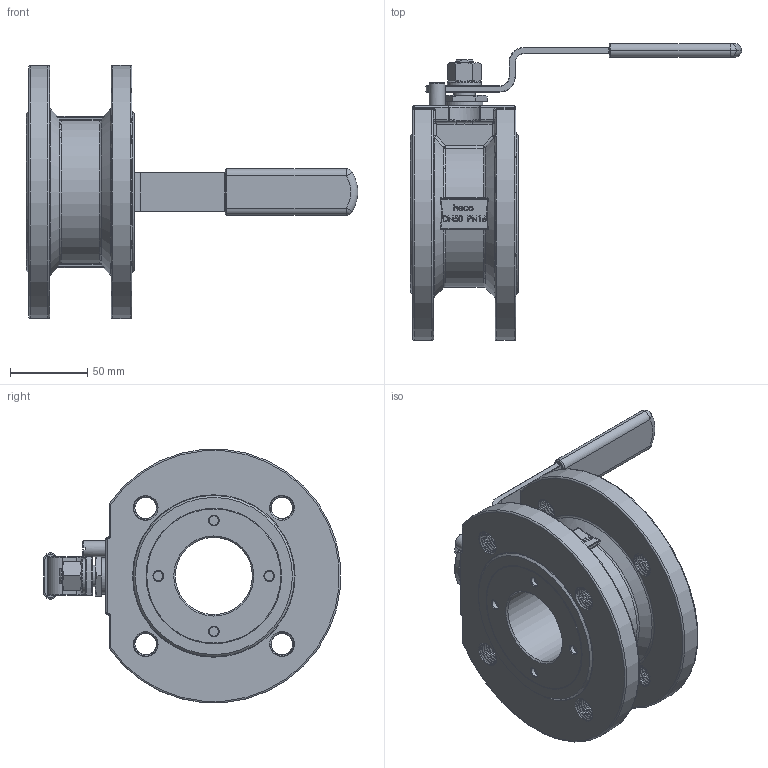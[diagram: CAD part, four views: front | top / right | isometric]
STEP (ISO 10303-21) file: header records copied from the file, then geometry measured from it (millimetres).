
FILE_DESCRIPTION (( 'STEP AP214' ), '1' );
FILE_NAME ('KK-200-000-4 Kugelhahn heco.STEP', '2014-10-22T13:16:59', ( 'test' ), ( '' ), 'SwSTEP 2.0', 'SolidWorks 2011', '' );
FILE_SCHEMA (( 'AUTOMOTIVE_DESIGN' ));
Length unit declared in the file: millimetre
Products named in the file (1): KK-200-000-4 Kugelhahn heco
Bounding box: 214.93 x 192.68 x 164.41 mm (x, y, z)
Volume: 807545.9 mm3; surface area: 121943.6 mm2
Topology: 2 solids, 3 shells, 781 faces, 1951 edges, 1199 vertices
Faces by surface type: bspline 267, plane 264, cylinder 117, torus 53, cone 46, sphere 34
Full cylindrical faces by diameter (mm): 4.92 x4, 6 x4, 10.35 x1, 10.36 x1, 14 x1, 22 x1, 24 x1, 50 x1, 88 x1
Entity records: 96052 total; most frequent: CARTESIAN_POINT 71108, ORIENTED_EDGE 3740, DIRECTION 2671, EDGE_CURVE 1870, VERTEX_POINT 1182, AXIS2_PLACEMENT_3D 926, EDGE_LOOP 886, LINE 819
